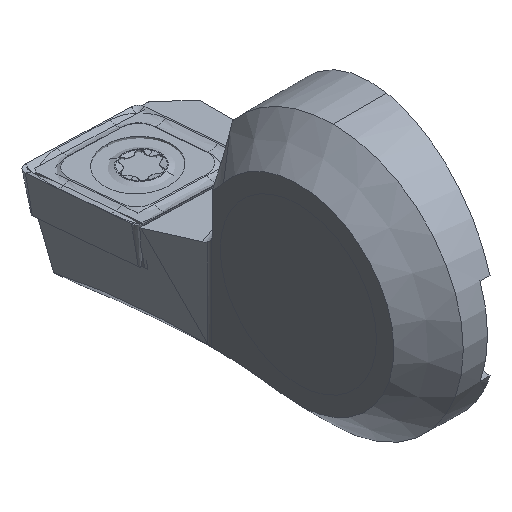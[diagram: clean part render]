
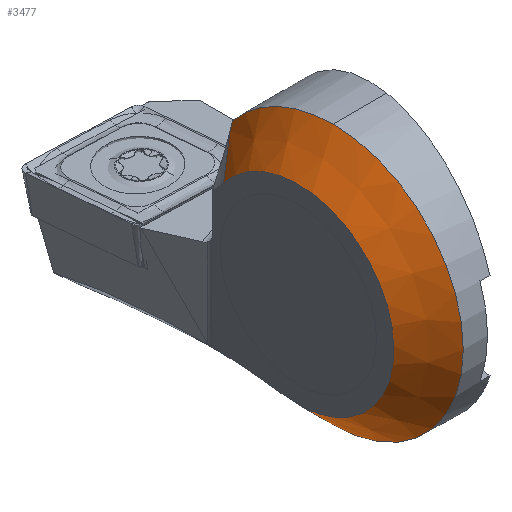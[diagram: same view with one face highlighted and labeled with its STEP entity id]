
A CAD part, isometric view. The second image highlights one B-rep face of the part: STEP entity #3477.
In plain terms, the highlighted conical face has half-angle 45 degrees and reference radius 7.5 mm.
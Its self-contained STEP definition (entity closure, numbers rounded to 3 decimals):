
#30 = AXIS2_PLACEMENT_3D ( 'NONE', #4407, #4393, #4335 ) ;
#93 = ORIENTED_EDGE ( 'NONE', *, *, #2756, .F. ) ;
#112 = CARTESIAN_POINT ( 'NONE',  ( -2.25, 1.044, -7.427 ) ) ;
#152 = ORIENTED_EDGE ( 'NONE', *, *, #3951, .F. ) ;
#408 = ORIENTED_EDGE ( 'NONE', *, *, #2345, .T. ) ;
#425 = AXIS2_PLACEMENT_3D ( 'NONE', #1971, #2055, #2275 ) ;
#526 = AXIS2_PLACEMENT_3D ( 'NONE', #4943, #4878, #4683 ) ;
#541 = ORIENTED_EDGE ( 'NONE', *, *, #4103, .T. ) ;
#598 = AXIS2_PLACEMENT_3D ( 'NONE', #3961, #3970, #3983 ) ;
#688 = ORIENTED_EDGE ( 'NONE', *, *, #3118, .T. ) ;
#904 = CARTESIAN_POINT ( 'NONE',  ( -4.25, 0.765, -5.446 ) ) ;
#942 = CIRCLE ( 'NONE', #30, 7.5 ) ;
#1117 = CARTESIAN_POINT ( 'NONE',  ( -2.25, 0., 7.5 ) ) ;
#1128 = CARTESIAN_POINT ( 'NONE',  ( -2.25, 5.797, 4.759 ) ) ;
#1135 = CARTESIAN_POINT ( 'NONE',  ( -2.355, 5.736, 4.667 ) ) ;
#1254 = CARTESIAN_POINT ( 'NONE',  ( -2.563, 5.625, 4.474 ) ) ;
#1348 = CARTESIAN_POINT ( 'NONE',  ( -2.25, 0., -7.5 ) ) ;
#1374 = CARTESIAN_POINT ( 'NONE',  ( -2.459, 5.679, 4.572 ) ) ;
#1459 = B_SPLINE_CURVE_WITH_KNOTS ( 'NONE', 3,
 ( #1254, #1374, #1135, #1128 ),
 .UNSPECIFIED., .F., .F.,
 ( 4, 4 ),
 ( 0.003, 0.003 ),
 .UNSPECIFIED. ) ;
#1460 = VECTOR ( 'NONE', #2605, 1000. ) ;
#1509 = LINE ( 'NONE', #2157, #1460 ) ;
#1786 = VERTEX_POINT ( 'NONE', #3728 ) ;
#1807 = CARTESIAN_POINT ( 'NONE',  ( -2.563, 5.625, 4.474 ) ) ;
#1971 = CARTESIAN_POINT ( 'NONE',  ( -4.25, 0., 0. ) ) ;
#1980 = VERTEX_POINT ( 'NONE', #1807 ) ;
#2030 = VERTEX_POINT ( 'NONE', #904 ) ;
#2055 = DIRECTION ( 'NONE',  ( -1., 0., 0. ) ) ;
#2154 = DIRECTION ( 'NONE',  ( 1., 0., 0. ) ) ;
#2157 = CARTESIAN_POINT ( 'NONE',  ( -5.516, 0.589, -4.193 ) ) ;
#2220 = VERTEX_POINT ( 'NONE', #112 ) ;
#2275 = DIRECTION ( 'NONE',  ( 0., 1., 0. ) ) ;
#2330 = CARTESIAN_POINT ( 'NONE',  ( -2.25, 5.797, 4.759 ) ) ;
#2345 = EDGE_CURVE ( 'NONE', #2220, #2863, #2404, .T. ) ;
#2391 = LINE ( 'NONE', #4006, #2398 ) ;
#2398 = VECTOR ( 'NONE', #3974, 1000. ) ;
#2404 = CIRCLE ( 'NONE', #526, 7.5 ) ;
#2491 = CARTESIAN_POINT ( 'NONE',  ( -2.25, 0., 0. ) ) ;
#2602 = DIRECTION ( 'NONE',  ( 0., 1., 0. ) ) ;
#2605 = DIRECTION ( 'NONE',  ( -0.707, -0.098, 0.7 ) ) ;
#2756 = EDGE_CURVE ( 'NONE', #2030, #1786, #4860, .T. ) ;
#2863 = VERTEX_POINT ( 'NONE', #1348 ) ;
#2985 = ORIENTED_EDGE ( 'NONE', *, *, #3993, .F. ) ;
#3063 = CIRCLE ( 'NONE', #598, 7.5 ) ;
#3118 = EDGE_CURVE ( 'NONE', #3499, #3722, #3063, .T. ) ;
#3336 = AXIS2_PLACEMENT_3D ( 'NONE', #2491, #2154, #2602 ) ;
#3477 = ADVANCED_FACE ( 'NONE', ( #4674 ), #4117, .T. ) ;
#3499 = VERTEX_POINT ( 'NONE', #1117 ) ;
#3722 = VERTEX_POINT ( 'NONE', #2330 ) ;
#3728 = CARTESIAN_POINT ( 'NONE',  ( -4.25, 4.304, 3.424 ) ) ;
#3951 = EDGE_CURVE ( 'NONE', #2220, #2030, #1509, .T. ) ;
#3961 = CARTESIAN_POINT ( 'NONE',  ( -2.25, 0., 0. ) ) ;
#3970 = DIRECTION ( 'NONE',  ( -1., 0., 0. ) ) ;
#3974 = DIRECTION ( 'NONE',  ( -0.707, -0.553, -0.44 ) ) ;
#3983 = DIRECTION ( 'NONE',  ( 0., -1., 0. ) ) ;
#3993 = EDGE_CURVE ( 'NONE', #1980, #3722, #1459, .T. ) ;
#4006 = CARTESIAN_POINT ( 'NONE',  ( -4.516, 4.096, 3.258 ) ) ;
#4103 = EDGE_CURVE ( 'NONE', #2863, #3499, #942, .T. ) ;
#4117 = CONICAL_SURFACE ( 'NONE', #3336, 7.5, 0.785 ) ;
#4335 = DIRECTION ( 'NONE',  ( 0., -1., 0. ) ) ;
#4393 = DIRECTION ( 'NONE',  ( -1., 0., 0. ) ) ;
#4407 = CARTESIAN_POINT ( 'NONE',  ( -2.25, 0., 0. ) ) ;
#4582 = ORIENTED_EDGE ( 'NONE', *, *, #4640, .T. ) ;
#4640 = EDGE_CURVE ( 'NONE', #1980, #1786, #2391, .T. ) ;
#4674 = FACE_OUTER_BOUND ( 'NONE', #4870, .T. ) ;
#4683 = DIRECTION ( 'NONE',  ( 0., -1., 0. ) ) ;
#4860 = CIRCLE ( 'NONE', #425, 5.5 ) ;
#4870 = EDGE_LOOP ( 'NONE', ( #152, #408, #541, #688, #2985, #4582, #93 ) ) ;
#4878 = DIRECTION ( 'NONE',  ( -1., 0., 0. ) ) ;
#4943 = CARTESIAN_POINT ( 'NONE',  ( -2.25, 0., 0. ) ) ;
